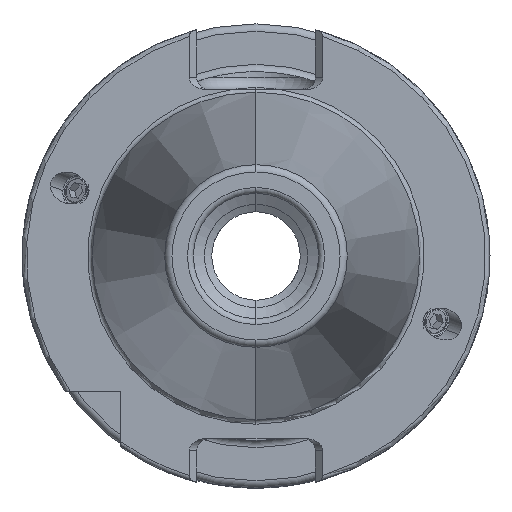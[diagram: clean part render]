
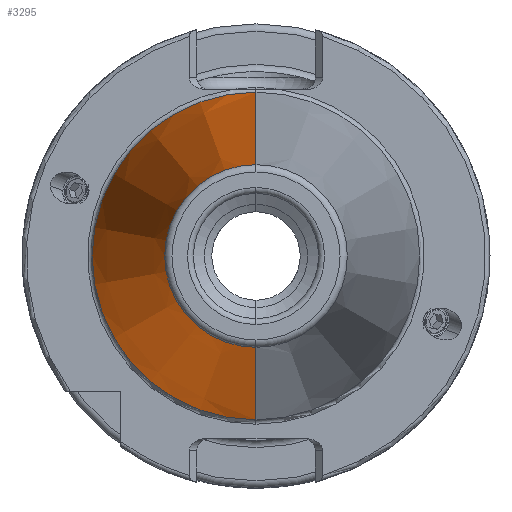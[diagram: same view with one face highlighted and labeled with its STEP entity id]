
A CAD part, left-side view. The second image highlights one B-rep face of the part: STEP entity #3295.
In plain terms, the highlighted conical face has half-angle 8.297 degrees and reference radius 22.225 mm.
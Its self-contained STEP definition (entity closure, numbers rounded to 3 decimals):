
#122 = CIRCLE ( 'NONE', #5534, 12.397 ) ;
#517 = CARTESIAN_POINT ( 'NONE',  ( 0., 0., 22.225 ) ) ;
#636 = DIRECTION ( 'NONE',  ( -1., 0., 0. ) ) ;
#662 = CARTESIAN_POINT ( 'NONE',  ( 0., 0., -22.225 ) ) ;
#684 = VERTEX_POINT ( 'NONE', #662 ) ;
#1134 = CARTESIAN_POINT ( 'NONE',  ( -67.394, 0., -12.397 ) ) ;
#1294 = EDGE_CURVE ( 'NONE', #7686, #684, #5429, .T. ) ;
#1475 = DIRECTION ( 'NONE',  ( 0., 0., -1. ) ) ;
#1826 = DIRECTION ( 'NONE',  ( -1., 0., 0. ) ) ;
#2122 = DIRECTION ( 'NONE',  ( 0.99, 0., -0.144 ) ) ;
#2197 = VECTOR ( 'NONE', #3210, 1000. ) ;
#2640 = CARTESIAN_POINT ( 'NONE',  ( -67.394, 0., 0. ) ) ;
#2975 = ORIENTED_EDGE ( 'NONE', *, *, #8203, .T. ) ;
#3178 = VECTOR ( 'NONE', #2122, 1000. ) ;
#3210 = DIRECTION ( 'NONE',  ( 0.99, 0., 0.144 ) ) ;
#3295 = ADVANCED_FACE ( 'NONE', ( #4165 ), #5753, .T. ) ;
#3710 = CIRCLE ( 'NONE', #6762, 22.225 ) ;
#4165 = FACE_OUTER_BOUND ( 'NONE', #4601, .T. ) ;
#4343 = CARTESIAN_POINT ( 'NONE',  ( 0., 0., 0. ) ) ;
#4601 = EDGE_LOOP ( 'NONE', ( #7578, #5589, #2975, #6989 ) ) ;
#4855 = CARTESIAN_POINT ( 'NONE',  ( 0., 0., 0. ) ) ;
#4897 = CARTESIAN_POINT ( 'NONE',  ( 0., 0., -22.225 ) ) ;
#5301 = CARTESIAN_POINT ( 'NONE',  ( -67.394, 0., 12.397 ) ) ;
#5429 = LINE ( 'NONE', #4897, #3178 ) ;
#5506 = EDGE_CURVE ( 'NONE', #6870, #8092, #7812, .T. ) ;
#5534 = AXIS2_PLACEMENT_3D ( 'NONE', #2640, #636, #8057 ) ;
#5589 = ORIENTED_EDGE ( 'NONE', *, *, #5506, .T. ) ;
#5688 = CARTESIAN_POINT ( 'NONE',  ( 0., 0., 22.225 ) ) ;
#5753 = CONICAL_SURFACE ( 'NONE', #7274, 22.225, 0.145 ) ;
#6131 = EDGE_CURVE ( 'NONE', #6870, #7686, #122, .T. ) ;
#6161 = DIRECTION ( 'NONE',  ( 1., 0., 0. ) ) ;
#6762 = AXIS2_PLACEMENT_3D ( 'NONE', #4343, #1826, #8499 ) ;
#6870 = VERTEX_POINT ( 'NONE', #5301 ) ;
#6989 = ORIENTED_EDGE ( 'NONE', *, *, #1294, .F. ) ;
#7274 = AXIS2_PLACEMENT_3D ( 'NONE', #4855, #6161, #1475 ) ;
#7578 = ORIENTED_EDGE ( 'NONE', *, *, #6131, .F. ) ;
#7686 = VERTEX_POINT ( 'NONE', #1134 ) ;
#7812 = LINE ( 'NONE', #517, #2197 ) ;
#8057 = DIRECTION ( 'NONE',  ( 0., 0., 1. ) ) ;
#8092 = VERTEX_POINT ( 'NONE', #5688 ) ;
#8203 = EDGE_CURVE ( 'NONE', #8092, #684, #3710, .T. ) ;
#8499 = DIRECTION ( 'NONE',  ( 0., 0., 1. ) ) ;
